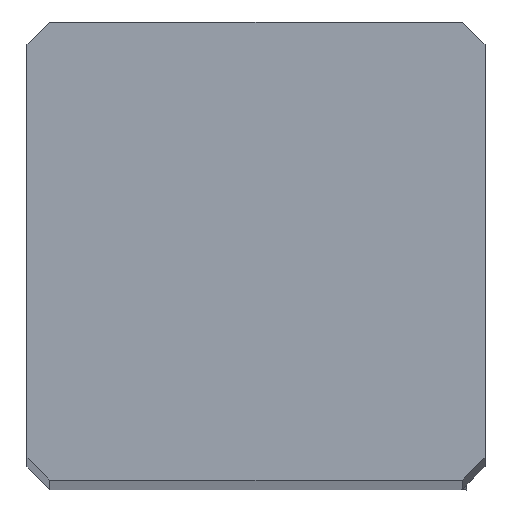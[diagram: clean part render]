
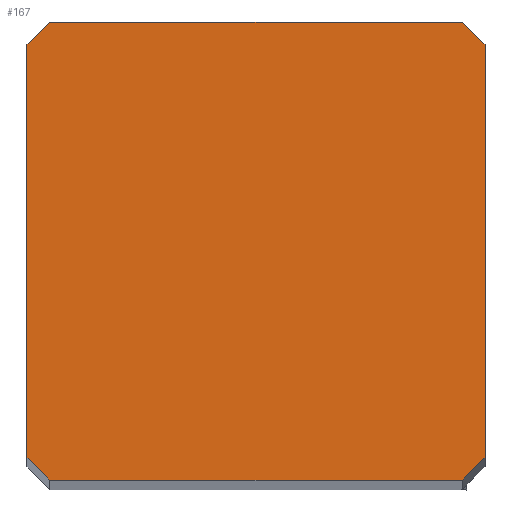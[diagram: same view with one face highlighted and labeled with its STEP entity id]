
A CAD part, top view. The second image highlights one B-rep face of the part: STEP entity #167.
In plain terms, the highlighted planar face has unit normal (0, 0, 1).
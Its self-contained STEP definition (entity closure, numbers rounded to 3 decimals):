
#87=FACE_OUTER_BOUND('',#254,.T.);
#167=ADVANCED_FACE('',(#87),#222,.T.);
#222=PLANE('',#1181);
#254=EDGE_LOOP('',(#529,#530,#531,#532,#533,#534,#535,#536));
#304=LINE('',#1602,#386);
#335=LINE('',#1712,#417);
#336=LINE('',#1714,#418);
#337=LINE('',#1717,#419);
#338=LINE('',#1718,#420);
#339=LINE('',#1720,#421);
#340=LINE('',#1722,#422);
#341=LINE('',#1724,#423);
#386=VECTOR('',#1294,1.);
#417=VECTOR('',#1355,1.);
#418=VECTOR('',#1358,1.);
#419=VECTOR('',#1359,1.);
#420=VECTOR('',#1360,1.);
#421=VECTOR('',#1361,1.);
#422=VECTOR('',#1362,1.);
#423=VECTOR('',#1363,1.);
#529=ORIENTED_EDGE('',*,*,#928,.T.);
#530=ORIENTED_EDGE('',*,*,#929,.F.);
#531=ORIENTED_EDGE('',*,*,#888,.F.);
#532=ORIENTED_EDGE('',*,*,#927,.F.);
#533=ORIENTED_EDGE('',*,*,#930,.T.);
#534=ORIENTED_EDGE('',*,*,#931,.F.);
#535=ORIENTED_EDGE('',*,*,#932,.F.);
#536=ORIENTED_EDGE('',*,*,#933,.F.);
#783=VERTEX_POINT('',#1601);
#784=VERTEX_POINT('',#1603);
#813=VERTEX_POINT('',#1711);
#814=VERTEX_POINT('',#1715);
#815=VERTEX_POINT('',#1716);
#816=VERTEX_POINT('',#1719);
#817=VERTEX_POINT('',#1721);
#818=VERTEX_POINT('',#1723);
#888=EDGE_CURVE('',#783,#784,#304,.T.);
#927=EDGE_CURVE('',#813,#783,#335,.T.);
#928=EDGE_CURVE('',#814,#815,#336,.T.);
#929=EDGE_CURVE('',#784,#815,#337,.T.);
#930=EDGE_CURVE('',#813,#816,#338,.T.);
#931=EDGE_CURVE('',#817,#816,#339,.T.);
#932=EDGE_CURVE('',#818,#817,#340,.T.);
#933=EDGE_CURVE('',#814,#818,#341,.T.);
#1181=AXIS2_PLACEMENT_3D('',#1725,#1364,#1365);
#1294=DIRECTION('',(-1.,0.,0.));
#1355=DIRECTION('',(-0.707,-0.707,0.));
#1358=DIRECTION('',(0.,-1.,0.));
#1359=DIRECTION('',(-0.707,0.707,0.));
#1360=DIRECTION('',(0.,1.,0.));
#1361=DIRECTION('',(0.707,-0.707,0.));
#1362=DIRECTION('',(1.,0.,0.));
#1363=DIRECTION('',(0.707,0.707,0.));
#1364=DIRECTION('',(0.,0.,1.));
#1365=DIRECTION('',(-1.,0.,0.));
#1601=CARTESIAN_POINT('',(9.5,0.,0.));
#1602=CARTESIAN_POINT('',(9.5,0.,0.));
#1603=CARTESIAN_POINT('',(0.5,0.,0.));
#1711=CARTESIAN_POINT('',(10.,0.5,0.));
#1712=CARTESIAN_POINT('',(10.,0.5,0.));
#1714=CARTESIAN_POINT('',(0.,9.5,0.));
#1715=CARTESIAN_POINT('',(0.,9.5,0.));
#1716=CARTESIAN_POINT('',(0.,0.5,0.));
#1717=CARTESIAN_POINT('',(0.5,0.,0.));
#1718=CARTESIAN_POINT('',(10.,0.5,0.));
#1719=CARTESIAN_POINT('',(10.,9.5,0.));
#1720=CARTESIAN_POINT('',(9.5,10.,0.));
#1721=CARTESIAN_POINT('',(9.5,10.,0.));
#1722=CARTESIAN_POINT('',(0.5,10.,0.));
#1723=CARTESIAN_POINT('',(0.5,10.,0.));
#1724=CARTESIAN_POINT('',(0.,9.5,0.));
#1725=CARTESIAN_POINT('',(5.,5.,0.));
